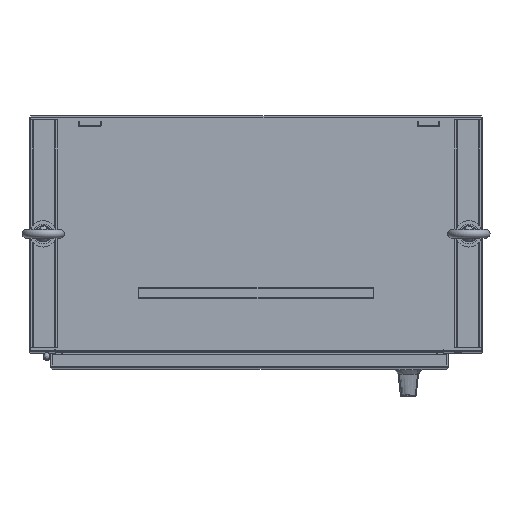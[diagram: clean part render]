
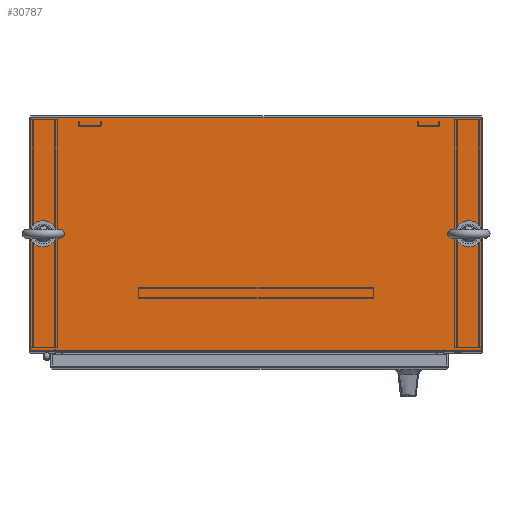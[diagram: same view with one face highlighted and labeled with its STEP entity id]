
A CAD part, top view. The second image highlights one B-rep face of the part: STEP entity #30787.
In plain terms, the highlighted planar face has unit normal (0, 0, 1).
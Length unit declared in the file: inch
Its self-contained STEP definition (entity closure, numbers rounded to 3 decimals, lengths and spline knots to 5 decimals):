
#51 = ORIENTED_EDGE ( 'NONE', *, *, #16418, .F. ) ;
#186 = EDGE_CURVE ( 'NONE', #58263, #31714, #17907, .T. ) ;
#518 = CARTESIAN_POINT ( 'NONE',  ( 34.56, 0., 72.03 ) ) ;
#1586 = VECTOR ( 'NONE', #63121, 39.37008 ) ;
#1608 = CARTESIAN_POINT ( 'NONE',  ( 34.56, -17.935, 72.03 ) ) ;
#1689 = ORIENTED_EDGE ( 'NONE', *, *, #52783, .T. ) ;
#2319 = CARTESIAN_POINT ( 'NONE',  ( 1.3755, -8.9675, 72.03 ) ) ;
#2523 = DIRECTION ( 'NONE',  ( 1., 0., 0. ) ) ;
#4193 = CARTESIAN_POINT ( 'NONE',  ( 0., -17.935, 72.03 ) ) ;
#5079 = DIRECTION ( 'NONE',  ( 0., -1., 0. ) ) ;
#5430 = LINE ( 'NONE', #48720, #56252 ) ;
#5804 = CARTESIAN_POINT ( 'NONE',  ( 34.56, -17.935, 72.03 ) ) ;
#9074 = ORIENTED_EDGE ( 'NONE', *, *, #71143, .F. ) ;
#10341 = DIRECTION ( 'NONE',  ( 1., 0., 0. ) ) ;
#11132 = ORIENTED_EDGE ( 'NONE', *, *, #27541, .T. ) ;
#11457 = AXIS2_PLACEMENT_3D ( 'NONE', #25883, #42116, #2523 ) ;
#11743 = VECTOR ( 'NONE', #52664, 39.37008 ) ;
#11938 = ORIENTED_EDGE ( 'NONE', *, *, #51356, .T. ) ;
#12426 = CIRCLE ( 'NONE', #47107, 0.4375 ) ;
#12775 = EDGE_CURVE ( 'NONE', #48937, #48937, #12426, .T. ) ;
#13685 = VERTEX_POINT ( 'NONE', #26876 ) ;
#14604 = DIRECTION ( 'NONE',  ( 0., 1., 0. ) ) ;
#16060 = DIRECTION ( 'NONE',  ( 0., 0., -1. ) ) ;
#16283 = CIRCLE ( 'NONE', #48099, 0.015 ) ;
#16418 = EDGE_CURVE ( 'NONE', #71814, #43845, #26431, .T. ) ;
#16688 = LINE ( 'NONE', #5804, #1586 ) ;
#17665 = CARTESIAN_POINT ( 'NONE',  ( 1.87, -17.887, 72.03 ) ) ;
#17850 = VECTOR ( 'NONE', #49286, 39.37008 ) ;
#17907 = LINE ( 'NONE', #38676, #26826 ) ;
#18717 = ORIENTED_EDGE ( 'NONE', *, *, #37093, .T. ) ;
#21864 = ORIENTED_EDGE ( 'NONE', *, *, #42652, .T. ) ;
#21990 = VERTEX_POINT ( 'NONE', #51399 ) ;
#22694 = DIRECTION ( 'NONE',  ( 0., 0., -1. ) ) ;
#23336 = CARTESIAN_POINT ( 'NONE',  ( 31.705, -17.887, 72.03 ) ) ;
#23741 = CARTESIAN_POINT ( 'NONE',  ( 31.72, -17.887, 72.03 ) ) ;
#24737 = EDGE_LOOP ( 'NONE', ( #29417 ) ) ;
#25256 = VERTEX_POINT ( 'NONE', #33892 ) ;
#25596 = EDGE_CURVE ( 'NONE', #62872, #21990, #70481, .T. ) ;
#25883 = CARTESIAN_POINT ( 'NONE',  ( 0.938, -8.9675, 72.03 ) ) ;
#25931 = LINE ( 'NONE', #30564, #67849 ) ;
#26127 = VERTEX_POINT ( 'NONE', #2319 ) ;
#26431 = LINE ( 'NONE', #33252, #52321 ) ;
#26826 = VECTOR ( 'NONE', #5079, 39.37008 ) ;
#26876 = CARTESIAN_POINT ( 'NONE',  ( 0., -17.935, 72.03 ) ) ;
#27514 = FACE_BOUND ( 'NONE', #58759, .T. ) ;
#27541 = EDGE_CURVE ( 'NONE', #13685, #31714, #16688, .T. ) ;
#29417 = ORIENTED_EDGE ( 'NONE', *, *, #42923, .T. ) ;
#30243 = CARTESIAN_POINT ( 'NONE',  ( 31.72, -17.935, 72.03 ) ) ;
#30339 = CARTESIAN_POINT ( 'NONE',  ( 1.84, -17.935, 72.03 ) ) ;
#30539 = AXIS2_PLACEMENT_3D ( 'NONE', #44171, #45635, #46117 ) ;
#30564 = CARTESIAN_POINT ( 'NONE',  ( 0., -17.887, 72.03 ) ) ;
#30609 = ORIENTED_EDGE ( 'NONE', *, *, #25596, .T. ) ;
#30787 = ADVANCED_FACE ( 'NONE', ( #73008, #27514, #51630 ), #33691, .F. ) ;
#31714 = VERTEX_POINT ( 'NONE', #30339 ) ;
#32292 = ORIENTED_EDGE ( 'NONE', *, *, #186, .F. ) ;
#33252 = CARTESIAN_POINT ( 'NONE',  ( 31.72, 0., 72.03 ) ) ;
#33447 = CARTESIAN_POINT ( 'NONE',  ( 0., 0., 72.03 ) ) ;
#33691 = PLANE ( 'NONE',  #67090 ) ;
#33892 = CARTESIAN_POINT ( 'NONE',  ( 31.69, -17.887, 72.03 ) ) ;
#37093 = EDGE_CURVE ( 'NONE', #21990, #13685, #41379, .T. ) ;
#38676 = CARTESIAN_POINT ( 'NONE',  ( 1.84, 0., 72.03 ) ) ;
#40255 = VERTEX_POINT ( 'NONE', #17665 ) ;
#41379 = LINE ( 'NONE', #4193, #67263 ) ;
#42116 = DIRECTION ( 'NONE',  ( 0., 0., -1. ) ) ;
#42652 = EDGE_CURVE ( 'NONE', #58263, #40255, #43418, .T. ) ;
#42923 = EDGE_CURVE ( 'NONE', #26127, #26127, #47814, .T. ) ;
#43418 = CIRCLE ( 'NONE', #30539, 0.015 ) ;
#43845 = VERTEX_POINT ( 'NONE', #23741 ) ;
#44171 = CARTESIAN_POINT ( 'NONE',  ( 1.855, -17.887, 72.03 ) ) ;
#45635 = DIRECTION ( 'NONE',  ( 0., 0., -1. ) ) ;
#46117 = DIRECTION ( 'NONE',  ( -1., 0., 0. ) ) ;
#47107 = AXIS2_PLACEMENT_3D ( 'NONE', #66685, #16060, #10341 ) ;
#47504 = DIRECTION ( 'NONE',  ( -1., 0., 0. ) ) ;
#47814 = CIRCLE ( 'NONE', #11457, 0.4375 ) ;
#48099 = AXIS2_PLACEMENT_3D ( 'NONE', #23336, #51521, #51987 ) ;
#48720 = CARTESIAN_POINT ( 'NONE',  ( 34.56, 0., 72.03 ) ) ;
#48937 = VERTEX_POINT ( 'NONE', #67866 ) ;
#49286 = DIRECTION ( 'NONE',  ( -1., 0., 0. ) ) ;
#51356 = EDGE_CURVE ( 'NONE', #25256, #43845, #16283, .T. ) ;
#51399 = CARTESIAN_POINT ( 'NONE',  ( 0., 0., 72.03 ) ) ;
#51521 = DIRECTION ( 'NONE',  ( 0., 0., -1. ) ) ;
#51630 = FACE_BOUND ( 'NONE', #24737, .T. ) ;
#51987 = DIRECTION ( 'NONE',  ( 1., 0., 0. ) ) ;
#52321 = VECTOR ( 'NONE', #67887, 39.37008 ) ;
#52664 = DIRECTION ( 'NONE',  ( 1., 0., 0. ) ) ;
#52783 = EDGE_CURVE ( 'NONE', #71814, #61201, #71451, .T. ) ;
#54889 = CARTESIAN_POINT ( 'NONE',  ( 1.84, -17.887, 72.03 ) ) ;
#56252 = VECTOR ( 'NONE', #14604, 39.37008 ) ;
#58263 = VERTEX_POINT ( 'NONE', #54889 ) ;
#58759 = EDGE_LOOP ( 'NONE', ( #67989 ) ) ;
#61201 = VERTEX_POINT ( 'NONE', #70181 ) ;
#62872 = VERTEX_POINT ( 'NONE', #518 ) ;
#63121 = DIRECTION ( 'NONE',  ( 1., 0., 0. ) ) ;
#66685 = CARTESIAN_POINT ( 'NONE',  ( 33.622, -8.9675, 72.03 ) ) ;
#67090 = AXIS2_PLACEMENT_3D ( 'NONE', #33447, #22694, #68086 ) ;
#67254 = EDGE_LOOP ( 'NONE', ( #9074, #11938, #51, #1689, #67895, #30609, #18717, #11132, #32292, #21864 ) ) ;
#67263 = VECTOR ( 'NONE', #67450, 39.37008 ) ;
#67450 = DIRECTION ( 'NONE',  ( 0., -1., 0. ) ) ;
#67849 = VECTOR ( 'NONE', #47504, 39.37008 ) ;
#67866 = CARTESIAN_POINT ( 'NONE',  ( 34.0595, -8.9675, 72.03 ) ) ;
#67887 = DIRECTION ( 'NONE',  ( 0., 1., 0. ) ) ;
#67895 = ORIENTED_EDGE ( 'NONE', *, *, #71240, .T. ) ;
#67989 = ORIENTED_EDGE ( 'NONE', *, *, #12775, .T. ) ;
#68086 = DIRECTION ( 'NONE',  ( 1., 0., 0. ) ) ;
#70181 = CARTESIAN_POINT ( 'NONE',  ( 34.56, -17.935, 72.03 ) ) ;
#70481 = LINE ( 'NONE', #71983, #17850 ) ;
#71143 = EDGE_CURVE ( 'NONE', #25256, #40255, #25931, .T. ) ;
#71240 = EDGE_CURVE ( 'NONE', #61201, #62872, #5430, .T. ) ;
#71451 = LINE ( 'NONE', #1608, #11743 ) ;
#71814 = VERTEX_POINT ( 'NONE', #30243 ) ;
#71983 = CARTESIAN_POINT ( 'NONE',  ( 0., 0., 72.03 ) ) ;
#73008 = FACE_OUTER_BOUND ( 'NONE', #67254, .T. ) ;
